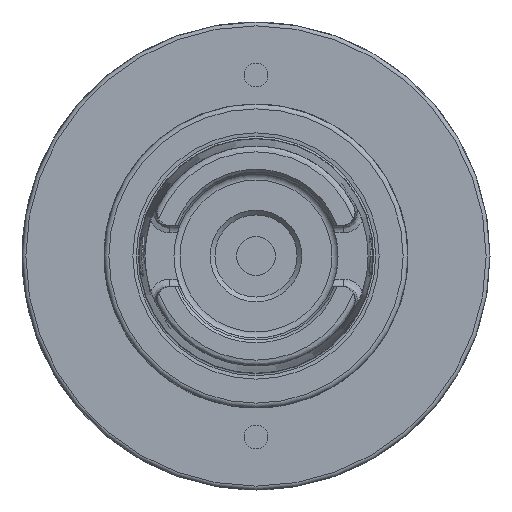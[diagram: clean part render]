
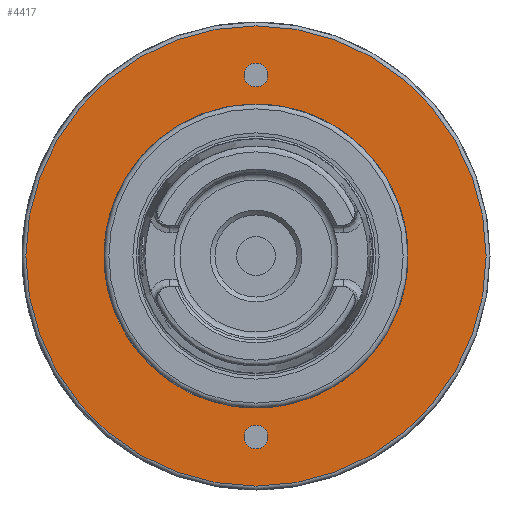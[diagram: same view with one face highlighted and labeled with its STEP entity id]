
A CAD part, left-side view. The second image highlights one B-rep face of the part: STEP entity #4417.
In plain terms, the highlighted planar face has unit normal (-1, 0, 0).
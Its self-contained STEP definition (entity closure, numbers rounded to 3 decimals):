
#64=FACE_BOUND('',#609,.T.);
#65=FACE_BOUND('',#610,.T.);
#66=FACE_BOUND('',#611,.T.);
#150=PLANE('',#4773);
#344=FACE_OUTER_BOUND('',#608,.T.);
#608=EDGE_LOOP('',(#3193,#3194));
#609=EDGE_LOOP('',(#3195));
#610=EDGE_LOOP('',(#3196));
#611=EDGE_LOOP('',(#3197,#3198));
#997=CIRCLE('',#4703,2.459);
#1011=CIRCLE('',#4725,2.459);
#1040=CIRCLE('',#4771,27.2);
#1041=CIRCLE('',#4772,27.2);
#1042=CIRCLE('',#4774,47.7);
#1043=CIRCLE('',#4775,47.7);
#1882=VERTEX_POINT('',#6680);
#1900=VERTEX_POINT('',#6760);
#1930=VERTEX_POINT('',#6851);
#1931=VERTEX_POINT('',#6853);
#1932=VERTEX_POINT('',#6857);
#1933=VERTEX_POINT('',#6858);
#2349=EDGE_CURVE('',#1882,#1882,#997,.T.);
#2376=EDGE_CURVE('',#1900,#1900,#1011,.T.);
#2420=EDGE_CURVE('',#1931,#1930,#1040,.T.);
#2421=EDGE_CURVE('',#1930,#1931,#1041,.T.);
#2422=EDGE_CURVE('',#1932,#1933,#1042,.T.);
#2423=EDGE_CURVE('',#1933,#1932,#1043,.T.);
#3193=ORIENTED_EDGE('',*,*,#2422,.F.);
#3194=ORIENTED_EDGE('',*,*,#2423,.F.);
#3195=ORIENTED_EDGE('',*,*,#2349,.T.);
#3196=ORIENTED_EDGE('',*,*,#2376,.T.);
#3197=ORIENTED_EDGE('',*,*,#2420,.T.);
#3198=ORIENTED_EDGE('',*,*,#2421,.T.);
#4417=ADVANCED_FACE('',(#344,#64,#65,#66),#150,.T.);
#4703=AXIS2_PLACEMENT_3D('',#6682,#5262,#5263);
#4725=AXIS2_PLACEMENT_3D('',#6762,#5316,#5317);
#4771=AXIS2_PLACEMENT_3D('',#6854,#5423,#5424);
#4772=AXIS2_PLACEMENT_3D('',#6855,#5425,#5426);
#4773=AXIS2_PLACEMENT_3D('',#6856,#5427,#5428);
#4774=AXIS2_PLACEMENT_3D('',#6859,#5429,#5430);
#4775=AXIS2_PLACEMENT_3D('',#6860,#5431,#5432);
#5262=DIRECTION('center_axis',(1.,0.,0.));
#5263=DIRECTION('ref_axis',(0.,0.,1.));
#5316=DIRECTION('center_axis',(1.,0.,0.));
#5317=DIRECTION('ref_axis',(0.,0.,-1.));
#5423=DIRECTION('center_axis',(1.,0.,0.));
#5424=DIRECTION('ref_axis',(0.,0.,-1.));
#5425=DIRECTION('center_axis',(1.,0.,0.));
#5426=DIRECTION('ref_axis',(0.,0.,-1.));
#5427=DIRECTION('center_axis',(-1.,0.,0.));
#5428=DIRECTION('ref_axis',(0.,0.,1.));
#5429=DIRECTION('center_axis',(1.,0.,0.));
#5430=DIRECTION('ref_axis',(0.,0.,-1.));
#5431=DIRECTION('center_axis',(1.,0.,0.));
#5432=DIRECTION('ref_axis',(0.,0.,-1.));
#6680=CARTESIAN_POINT('',(42.,0.,-39.959));
#6682=CARTESIAN_POINT('Origin',(42.,0.,-37.5));
#6760=CARTESIAN_POINT('',(42.,0.,39.959));
#6762=CARTESIAN_POINT('Origin',(42.,0.,37.5));
#6851=CARTESIAN_POINT('',(42.,0.,27.2));
#6853=CARTESIAN_POINT('',(42.,27.2,0.));
#6854=CARTESIAN_POINT('Origin',(42.,0.,0.));
#6855=CARTESIAN_POINT('Origin',(42.,0.,0.));
#6856=CARTESIAN_POINT('Origin',(42.,47.7,0.));
#6857=CARTESIAN_POINT('',(42.,47.7,0.));
#6858=CARTESIAN_POINT('',(42.,0.,47.7));
#6859=CARTESIAN_POINT('Origin',(42.,0.,0.));
#6860=CARTESIAN_POINT('Origin',(42.,0.,0.));
